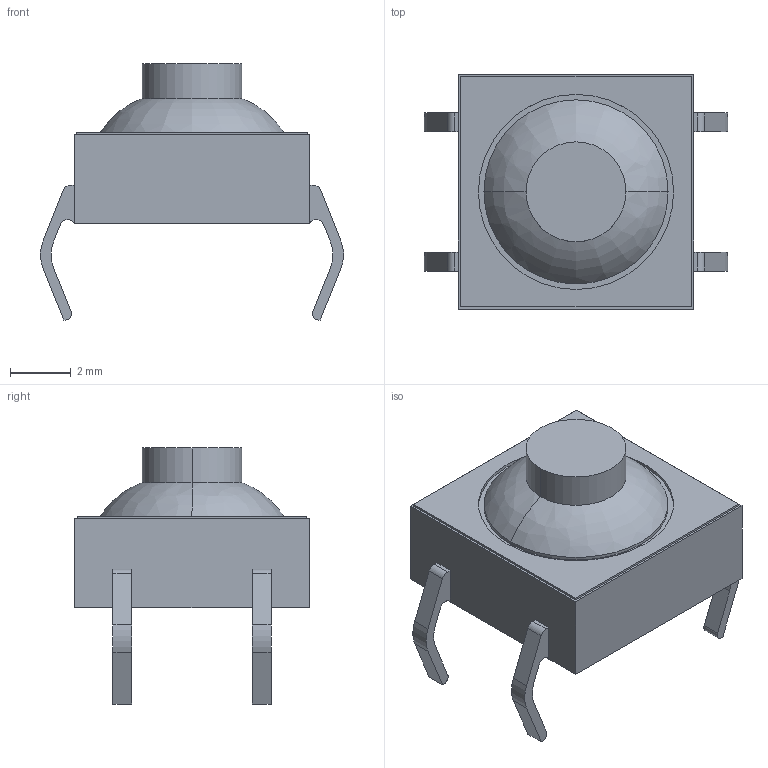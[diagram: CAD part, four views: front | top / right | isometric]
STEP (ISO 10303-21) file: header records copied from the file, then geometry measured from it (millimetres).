
FILE_DESCRIPTION (( 'STEP AP203' ), '1' );
FILE_NAME ('SW_PUSH_8mm.step', '2019-10-07T21:49:19', ( '' ), ( '' ), 'SwSTEP 2.0', 'SolidWorks 2017', '' );
FILE_SCHEMA (( 'CONFIG_CONTROL_DESIGN' ));
Length unit declared in the file: millimetre
Products named in the file (2): SW_PUSH_8mm; SOLID003
Assembly tree (1 placements, depth 2):
  SW_PUSH_8mm
    SOLID003
Bounding box: 10.02 x 7.75 x 8.46 mm (x, y, z)
Volume: 216.9 mm3; surface area: 309.3 mm2
Topology: 1 solids, 21 shells, 251 faces, 606 edges, 400 vertices
Faces by surface type: plane 178, bspline 45, cylinder 28
Entity records: 8374 total; most frequent: CARTESIAN_POINT 2584, ORIENTED_EDGE 1212, DIRECTION 986, EDGE_CURVE 606, VECTOR 454, LINE 454, VERTEX_POINT 400, AXIS2_PLACEMENT_3D 266
